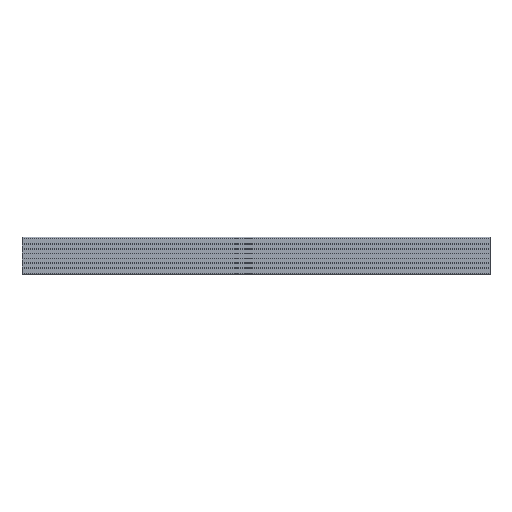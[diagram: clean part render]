
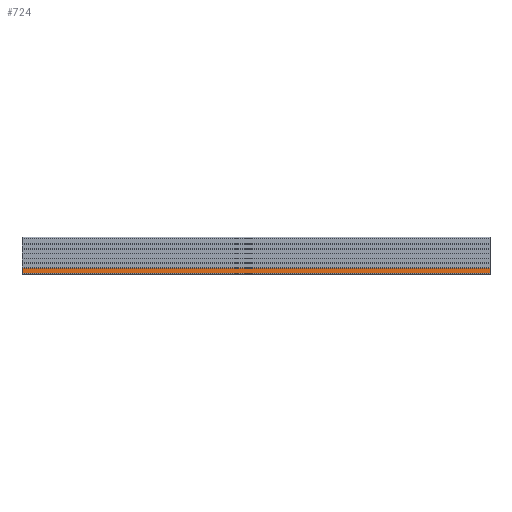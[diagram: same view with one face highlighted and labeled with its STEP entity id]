
A CAD part, front view. The second image highlights one B-rep face of the part: STEP entity #724.
In plain terms, the highlighted planar face has unit normal (0, -1, 0).
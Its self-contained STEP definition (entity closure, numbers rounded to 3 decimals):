
#724 = ADVANCED_FACE ( 'NONE', ( #5099 ), #7544, .T. ) ;
#1786 = CARTESIAN_POINT ( 'NONE',  ( -1113.137, -40., -25.8 ) ) ;
#1794 = DIRECTION ( 'NONE',  ( 1., 0., 0. ) ) ;
#1799 = CARTESIAN_POINT ( 'NONE',  ( 0., -40., -25.8 ) ) ;
#1800 = DIRECTION ( 'NONE',  ( 0., 0., -1. ) ) ;
#1804 = CARTESIAN_POINT ( 'NONE',  ( -1113.137, -40., -37. ) ) ;
#1805 = DIRECTION ( 'NONE',  ( 1., 0., 0. ) ) ;
#1821 = CARTESIAN_POINT ( 'NONE',  ( -1000., -40., -25.8 ) ) ;
#1822 = DIRECTION ( 'NONE',  ( 0., 0., 1. ) ) ;
#2131 = CARTESIAN_POINT ( 'NONE',  ( -1000., -40., -37. ) ) ;
#2133 = CARTESIAN_POINT ( 'NONE',  ( 0., -40., -37. ) ) ;
#2158 = CARTESIAN_POINT ( 'NONE',  ( -1000., -40., -25.8 ) ) ;
#2202 = CARTESIAN_POINT ( 'NONE',  ( 0., -40., -25.8 ) ) ;
#2993 = EDGE_CURVE ( 'NONE', #8034, #8078, #5991, .T. ) ;
#2996 = EDGE_CURVE ( 'NONE', #8078, #8009, #5996, .T. ) ;
#2998 = EDGE_CURVE ( 'NONE', #8007, #8009, #6000, .T. ) ;
#3006 = EDGE_CURVE ( 'NONE', #8007, #8034, #6003, .T. ) ;
#3313 = ORIENTED_EDGE ( 'NONE', *, *, #3006, .F. ) ;
#3314 = ORIENTED_EDGE ( 'NONE', *, *, #2998, .T. ) ;
#3315 = ORIENTED_EDGE ( 'NONE', *, *, #2996, .F. ) ;
#3316 = ORIENTED_EDGE ( 'NONE', *, *, #2993, .F. ) ;
#3600 = EDGE_LOOP ( 'NONE', ( #3313, #3314, #3315, #3316 ) ) ;
#5099 = FACE_OUTER_BOUND ( 'NONE', #3600, .T. ) ;
#5355 = AXIS2_PLACEMENT_3D ( 'NONE', #7547, #7553, #7554 ) ;
#5985 = VECTOR ( 'NONE', #1794, 1000. ) ;
#5991 = LINE ( 'NONE', #1786, #5985 ) ;
#5996 = LINE ( 'NONE', #1799, #5997 ) ;
#5997 = VECTOR ( 'NONE', #1800, 1000. ) ;
#6000 = LINE ( 'NONE', #1804, #6001 ) ;
#6001 = VECTOR ( 'NONE', #1805, 1000. ) ;
#6003 = LINE ( 'NONE', #1821, #6013 ) ;
#6013 = VECTOR ( 'NONE', #1822, 1000. ) ;
#7544 = PLANE ( 'NONE',  #5355 ) ;
#7547 = CARTESIAN_POINT ( 'NONE',  ( -1113.137, -40., -25.8 ) ) ;
#7553 = DIRECTION ( 'NONE',  ( 0., -1., 0. ) ) ;
#7554 = DIRECTION ( 'NONE',  ( 0., 0., -1. ) ) ;
#8007 = VERTEX_POINT ( 'NONE', #2131 ) ;
#8009 = VERTEX_POINT ( 'NONE', #2133 ) ;
#8034 = VERTEX_POINT ( 'NONE', #2158 ) ;
#8078 = VERTEX_POINT ( 'NONE', #2202 ) ;
